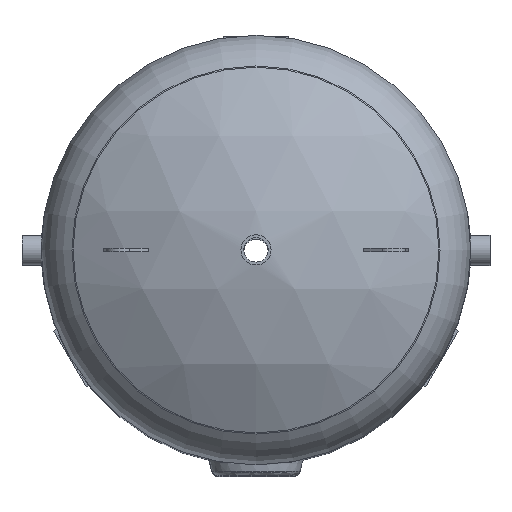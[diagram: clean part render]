
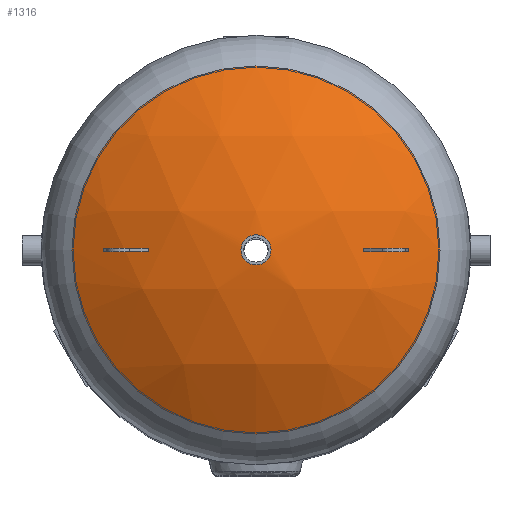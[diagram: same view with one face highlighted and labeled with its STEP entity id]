
A CAD part, top view. The second image highlights one B-rep face of the part: STEP entity #1316.
In plain terms, the highlighted spherical face has radius 800 mm.
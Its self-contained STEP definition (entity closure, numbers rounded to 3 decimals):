
#323=SPHERICAL_SURFACE('',#1454,800.);
#379=FACE_BOUND('',#589,.T.);
#452=FACE_OUTER_BOUND('',#588,.T.);
#588=EDGE_LOOP('',(#1159));
#589=EDGE_LOOP('',(#1160));
#648=CIRCLE('',#1447,35.);
#652=CIRCLE('',#1455,428.483);
#755=VERTEX_POINT('',#4121);
#759=VERTEX_POINT('',#4133);
#894=EDGE_CURVE('',#755,#755,#648,.T.);
#898=EDGE_CURVE('',#759,#759,#652,.T.);
#1159=ORIENTED_EDGE('',*,*,#898,.F.);
#1160=ORIENTED_EDGE('',*,*,#894,.T.);
#1316=ADVANCED_FACE('',(#452,#379),#323,.T.);
#1447=AXIS2_PLACEMENT_3D('',#4122,#1745,#1746);
#1454=AXIS2_PLACEMENT_3D('',#4132,#1759,#1760);
#1455=AXIS2_PLACEMENT_3D('',#4134,#1761,#1762);
#1745=DIRECTION('center_axis',(0.,-1.,0.));
#1746=DIRECTION('ref_axis',(-1.,0.,0.));
#1759=DIRECTION('center_axis',(0.,0.,1.));
#1760=DIRECTION('ref_axis',(1.,0.,0.));
#1761=DIRECTION('center_axis',(0.,-1.,0.));
#1762=DIRECTION('ref_axis',(1.,0.,0.));
#4121=CARTESIAN_POINT('',(35.,274.234,0.));
#4122=CARTESIAN_POINT('Origin',(0.,274.234,0.));
#4132=CARTESIAN_POINT('Origin',(0.,-525.,0.));
#4133=CARTESIAN_POINT('',(428.483,150.576,0.));
#4134=CARTESIAN_POINT('Origin',(0.,150.576,0.));
